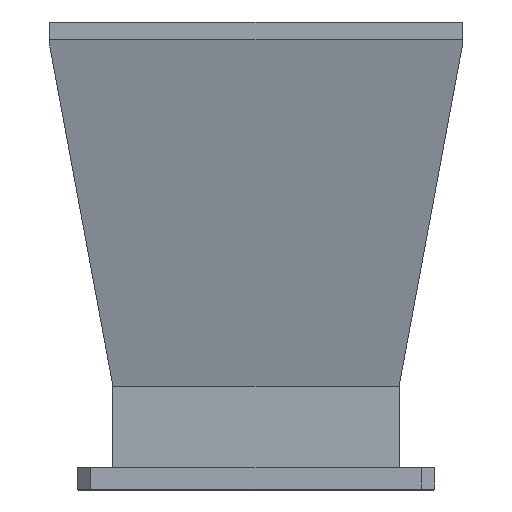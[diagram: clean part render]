
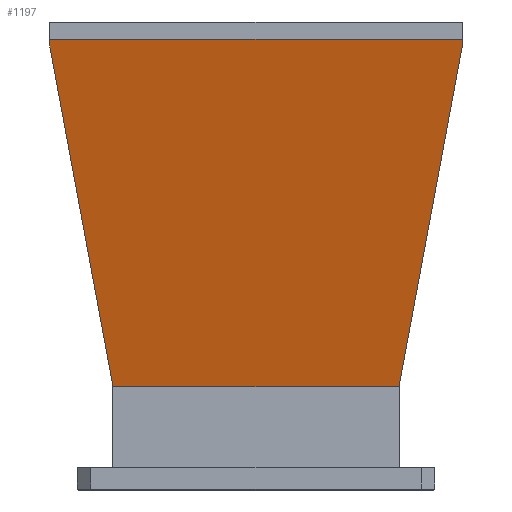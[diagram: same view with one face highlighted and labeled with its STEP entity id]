
A CAD part, left-side view. The second image highlights one B-rep face of the part: STEP entity #1197.
In plain terms, the highlighted planar face has unit normal (-0.969, 0, -0.249).
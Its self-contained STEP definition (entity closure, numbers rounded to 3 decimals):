
#20 = ORIENTED_EDGE ( 'NONE', *, *, #1182, .F. ) ;
#42 = LINE ( 'NONE', #1148, #1790 ) ;
#47 = VERTEX_POINT ( 'NONE', #1667 ) ;
#60 = EDGE_CURVE ( 'NONE', #619, #632, #648, .T. ) ;
#100 = EDGE_CURVE ( 'NONE', #619, #130, #1142, .T. ) ;
#118 = CARTESIAN_POINT ( 'NONE',  ( -37.197, 46.26, 126.053 ) ) ;
#121 = ORIENTED_EDGE ( 'NONE', *, *, #745, .T. ) ;
#128 = CARTESIAN_POINT ( 'NONE',  ( -17.54, 32.085, 49.62 ) ) ;
#130 = VERTEX_POINT ( 'NONE', #1762 ) ;
#221 = LINE ( 'NONE', #640, #1944 ) ;
#227 = DIRECTION ( 'NONE',  ( 0., 1., 0. ) ) ;
#257 = ORIENTED_EDGE ( 'NONE', *, *, #100, .T. ) ;
#283 = VECTOR ( 'NONE', #928, 1000. ) ;
#285 = ORIENTED_EDGE ( 'NONE', *, *, #379, .F. ) ;
#297 = DIRECTION ( 'NONE',  ( 0., -1., 0. ) ) ;
#327 = ORIENTED_EDGE ( 'NONE', *, *, #893, .F. ) ;
#357 = ORIENTED_EDGE ( 'NONE', *, *, #60, .F. ) ;
#370 = AXIS2_PLACEMENT_3D ( 'NONE', #1094, #1102, #1060 ) ;
#374 = VERTEX_POINT ( 'NONE', #1650 ) ;
#379 = EDGE_CURVE ( 'NONE', #374, #1820, #1012, .T. ) ;
#619 = VERTEX_POINT ( 'NONE', #1460 ) ;
#632 = VERTEX_POINT ( 'NONE', #128 ) ;
#640 = CARTESIAN_POINT ( 'NONE',  ( -37.581, 46.26, 127.55 ) ) ;
#648 = LINE ( 'NONE', #1262, #1909 ) ;
#675 = EDGE_LOOP ( 'NONE', ( #285, #959, #327, #121, #357, #257, #20, #1466 ) ) ;
#706 = VECTOR ( 'NONE', #297, 1000. ) ;
#718 = VERTEX_POINT ( 'NONE', #1038 ) ;
#745 = EDGE_CURVE ( 'NONE', #718, #632, #755, .T. ) ;
#755 = LINE ( 'NONE', #1832, #1795 ) ;
#774 = LINE ( 'NONE', #937, #1824 ) ;
#893 = EDGE_CURVE ( 'NONE', #718, #1801, #42, .T. ) ;
#928 = DIRECTION ( 'NONE',  ( 0.245, 0.177, -0.953 ) ) ;
#937 = CARTESIAN_POINT ( 'NONE',  ( -37.197, -46.26, 126.053 ) ) ;
#959 = ORIENTED_EDGE ( 'NONE', *, *, #1295, .T. ) ;
#965 = CARTESIAN_POINT ( 'NONE',  ( -17.54, -32.085, 49.62 ) ) ;
#1012 = LINE ( 'NONE', #1778, #706 ) ;
#1038 = CARTESIAN_POINT ( 'NONE',  ( -17.567, 32.085, 49.724 ) ) ;
#1060 = DIRECTION ( 'NONE',  ( 0.249, 0., -0.968 ) ) ;
#1066 = DIRECTION ( 'NONE',  ( 0.249, 0., -0.968 ) ) ;
#1083 = PLANE ( 'NONE',  #370 ) ;
#1094 = CARTESIAN_POINT ( 'NONE',  ( -4.482, 0., -1.153 ) ) ;
#1102 = DIRECTION ( 'NONE',  ( 0.968, 0., 0.249 ) ) ;
#1131 = DIRECTION ( 'NONE',  ( -0.249, 0., 0.968 ) ) ;
#1142 = LINE ( 'NONE', #965, #1927 ) ;
#1148 = CARTESIAN_POINT ( 'NONE',  ( -17.567, 32.085, 49.724 ) ) ;
#1182 = EDGE_CURVE ( 'NONE', #47, #130, #1224, .T. ) ;
#1197 = ADVANCED_FACE ( 'NONE', ( #1496 ), #1083, .F. ) ;
#1224 = LINE ( 'NONE', #1391, #283 ) ;
#1244 = DIRECTION ( 'NONE',  ( -0.249, 0., 0.968 ) ) ;
#1262 = CARTESIAN_POINT ( 'NONE',  ( -17.54, 0., 49.62 ) ) ;
#1273 = DIRECTION ( 'NONE',  ( 0.249, 0., -0.968 ) ) ;
#1295 = EDGE_CURVE ( 'NONE', #374, #1801, #221, .T. ) ;
#1391 = CARTESIAN_POINT ( 'NONE',  ( -37.197, -46.26, 126.053 ) ) ;
#1460 = CARTESIAN_POINT ( 'NONE',  ( -17.54, -32.085, 49.62 ) ) ;
#1466 = ORIENTED_EDGE ( 'NONE', *, *, #1605, .T. ) ;
#1496 = FACE_OUTER_BOUND ( 'NONE', #675, .T. ) ;
#1605 = EDGE_CURVE ( 'NONE', #47, #1820, #774, .T. ) ;
#1650 = CARTESIAN_POINT ( 'NONE',  ( -37.581, 46.26, 127.55 ) ) ;
#1667 = CARTESIAN_POINT ( 'NONE',  ( -37.197, -46.26, 126.053 ) ) ;
#1742 = DIRECTION ( 'NONE',  ( -0.245, 0.177, 0.953 ) ) ;
#1762 = CARTESIAN_POINT ( 'NONE',  ( -17.567, -32.085, 49.724 ) ) ;
#1778 = CARTESIAN_POINT ( 'NONE',  ( -37.581, 0., 127.55 ) ) ;
#1790 = VECTOR ( 'NONE', #1742, 1000. ) ;
#1795 = VECTOR ( 'NONE', #1066, 1000. ) ;
#1798 = CARTESIAN_POINT ( 'NONE',  ( -37.581, -46.26, 127.55 ) ) ;
#1801 = VERTEX_POINT ( 'NONE', #118 ) ;
#1820 = VERTEX_POINT ( 'NONE', #1798 ) ;
#1824 = VECTOR ( 'NONE', #1244, 1000. ) ;
#1832 = CARTESIAN_POINT ( 'NONE',  ( -17.567, 32.085, 49.724 ) ) ;
#1909 = VECTOR ( 'NONE', #227, 1000. ) ;
#1927 = VECTOR ( 'NONE', #1131, 1000. ) ;
#1944 = VECTOR ( 'NONE', #1273, 1000. ) ;
